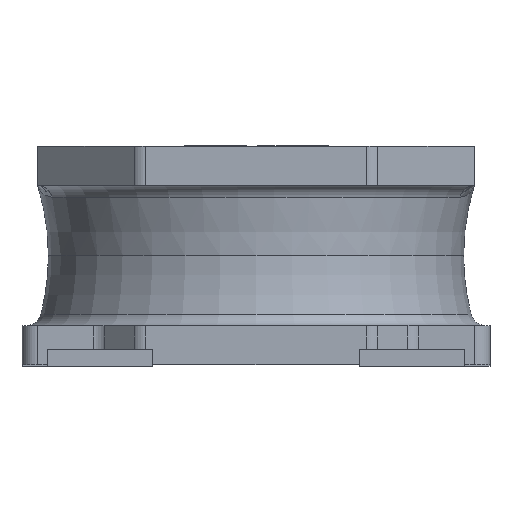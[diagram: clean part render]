
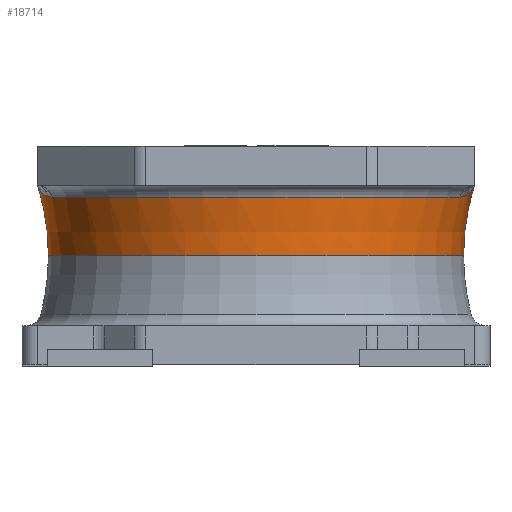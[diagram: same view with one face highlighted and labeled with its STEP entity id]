
A CAD part, front view. The second image highlights one B-rep face of the part: STEP entity #18714.
In plain terms, the highlighted toroidal (fillet/blend) face has major radius 5.662 mm and minor radius 3 mm.
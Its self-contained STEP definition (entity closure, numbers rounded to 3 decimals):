
#223 = VERTEX_POINT ( 'NONE', #16111 ) ;
#659 = EDGE_CURVE ( 'NONE', #16056, #14111, #7808, .T. ) ;
#786 = CARTESIAN_POINT ( 'NONE',  ( 2.616, -0.87, 2.15 ) ) ;
#884 = CARTESIAN_POINT ( 'NONE',  ( 2.705, -0.58, 2.17 ) ) ;
#903 = CARTESIAN_POINT ( 'NONE',  ( 2.8, 0., 2.3 ) ) ;
#904 = VERTEX_POINT ( 'NONE', #11967 ) ;
#1597 = CARTESIAN_POINT ( 'NONE',  ( 0., 0., 1.4 ) ) ;
#2354 = CARTESIAN_POINT ( 'NONE',  ( 2.8, 0., 2.3 ) ) ;
#2385 = CARTESIAN_POINT ( 'NONE',  ( -2.664, -0.726, 2.15 ) ) ;
#2541 = DIRECTION ( 'NONE',  ( -1., 0., 0. ) ) ;
#2741 = ORIENTED_EDGE ( 'NONE', *, *, #8808, .T. ) ;
#2793 = VERTEX_POINT ( 'NONE', #18198 ) ;
#2990 = TOROIDAL_SURFACE ( 'NONE', #14056, 5.662, 3. ) ;
#3853 = CARTESIAN_POINT ( 'NONE',  ( 2.766, -0.291, 2.225 ) ) ;
#3934 = DIRECTION ( 'NONE',  ( -1., 0., 0. ) ) ;
#4170 = ORIENTED_EDGE ( 'NONE', *, *, #12473, .T. ) ;
#4656 = DIRECTION ( 'NONE',  ( 0., -1., 0. ) ) ;
#4928 = AXIS2_PLACEMENT_3D ( 'NONE', #12806, #16038, #3934 ) ;
#5222 = CIRCLE ( 'NONE', #4928, 2.757 ) ;
#5226 = DIRECTION ( 'NONE',  ( 0., 0., 1. ) ) ;
#5777 = AXIS2_PLACEMENT_3D ( 'NONE', #13320, #4656, #10258 ) ;
#6202 = B_SPLINE_CURVE_WITH_KNOTS ( 'NONE', 3,
 ( #15989, #2385, #11201, #6736, #17163, #8409 ),
 .UNSPECIFIED., .F., .F.,
 ( 4, 2, 4 ),
 ( 0., 0., 0.001 ),
 .UNSPECIFIED. ) ;
#6736 = CARTESIAN_POINT ( 'NONE',  ( -2.766, -0.291, 2.225 ) ) ;
#7072 = ORIENTED_EDGE ( 'NONE', *, *, #659, .T. ) ;
#7088 = EDGE_LOOP ( 'NONE', ( #2741, #7072, #9682, #4170, #15856, #18662 ) ) ;
#7808 = CIRCLE ( 'NONE', #19537, 2.662 ) ;
#8023 = EDGE_CURVE ( 'NONE', #2793, #904, #5222, .T. ) ;
#8065 = CARTESIAN_POINT ( 'NONE',  ( 2.662, 0., 1.4 ) ) ;
#8372 = CARTESIAN_POINT ( 'NONE',  ( 2.664, -0.726, 2.15 ) ) ;
#8409 = CARTESIAN_POINT ( 'NONE',  ( -2.8, 0., 2.3 ) ) ;
#8808 = EDGE_CURVE ( 'NONE', #223, #16056, #12530, .T. ) ;
#9682 = ORIENTED_EDGE ( 'NONE', *, *, #12573, .F. ) ;
#10258 = DIRECTION ( 'NONE',  ( 0., 0., -1. ) ) ;
#10299 = EDGE_CURVE ( 'NONE', #904, #223, #6202, .T. ) ;
#10502 = FACE_OUTER_BOUND ( 'NONE', #7088, .T. ) ;
#10527 = CIRCLE ( 'NONE', #5777, 3. ) ;
#11201 = CARTESIAN_POINT ( 'NONE',  ( -2.705, -0.58, 2.17 ) ) ;
#11427 = CARTESIAN_POINT ( 'NONE',  ( -5.662, 0., 1.4 ) ) ;
#11483 = VERTEX_POINT ( 'NONE', #903 ) ;
#11894 = DIRECTION ( 'NONE',  ( 0., 0., 1. ) ) ;
#11967 = CARTESIAN_POINT ( 'NONE',  ( -2.616, -0.87, 2.15 ) ) ;
#12345 = CARTESIAN_POINT ( 'NONE',  ( -2.662, 0., 1.4 ) ) ;
#12473 = EDGE_CURVE ( 'NONE', #11483, #2793, #14848, .T. ) ;
#12530 = CIRCLE ( 'NONE', #13788, 3. ) ;
#12548 = CARTESIAN_POINT ( 'NONE',  ( 0., 0., 1.4 ) ) ;
#12573 = EDGE_CURVE ( 'NONE', #11483, #14111, #10527, .T. ) ;
#12806 = CARTESIAN_POINT ( 'NONE',  ( 0., 0., 2.15 ) ) ;
#13320 = CARTESIAN_POINT ( 'NONE',  ( 5.662, 0., 1.4 ) ) ;
#13788 = AXIS2_PLACEMENT_3D ( 'NONE', #11427, #14619, #2541 ) ;
#14056 = AXIS2_PLACEMENT_3D ( 'NONE', #1597, #11894, #16491 ) ;
#14111 = VERTEX_POINT ( 'NONE', #8065 ) ;
#14136 = DIRECTION ( 'NONE',  ( 1., 0., 0. ) ) ;
#14619 = DIRECTION ( 'NONE',  ( 0., 1., 0. ) ) ;
#14848 = B_SPLINE_CURVE_WITH_KNOTS ( 'NONE', 3,
 ( #2354, #16250, #3853, #884, #8372, #786 ),
 .UNSPECIFIED., .F., .F.,
 ( 4, 2, 4 ),
 ( 0., 0., 0.001 ),
 .UNSPECIFIED. ) ;
#15856 = ORIENTED_EDGE ( 'NONE', *, *, #8023, .T. ) ;
#15989 = CARTESIAN_POINT ( 'NONE',  ( -2.616, -0.87, 2.15 ) ) ;
#16038 = DIRECTION ( 'NONE',  ( 0., 0., -1. ) ) ;
#16056 = VERTEX_POINT ( 'NONE', #12345 ) ;
#16111 = CARTESIAN_POINT ( 'NONE',  ( -2.8, 0., 2.3 ) ) ;
#16250 = CARTESIAN_POINT ( 'NONE',  ( 2.788, -0.145, 2.261 ) ) ;
#16491 = DIRECTION ( 'NONE',  ( 1., 0., 0. ) ) ;
#17163 = CARTESIAN_POINT ( 'NONE',  ( -2.788, -0.146, 2.261 ) ) ;
#18198 = CARTESIAN_POINT ( 'NONE',  ( 2.616, -0.87, 2.15 ) ) ;
#18662 = ORIENTED_EDGE ( 'NONE', *, *, #10299, .T. ) ;
#18714 = ADVANCED_FACE ( 'NONE', ( #10502 ), #2990, .F. ) ;
#19537 = AXIS2_PLACEMENT_3D ( 'NONE', #12548, #5226, #14136 ) ;
